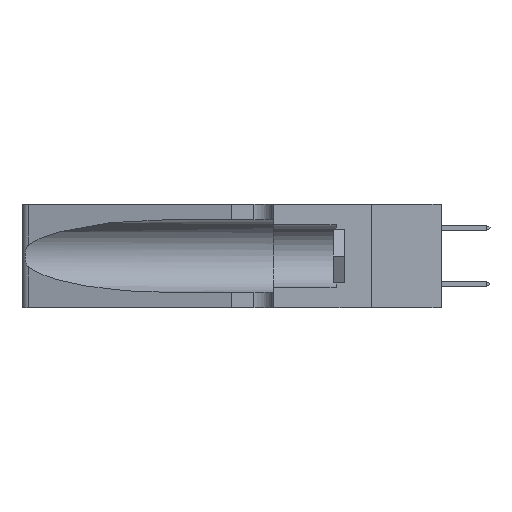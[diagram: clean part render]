
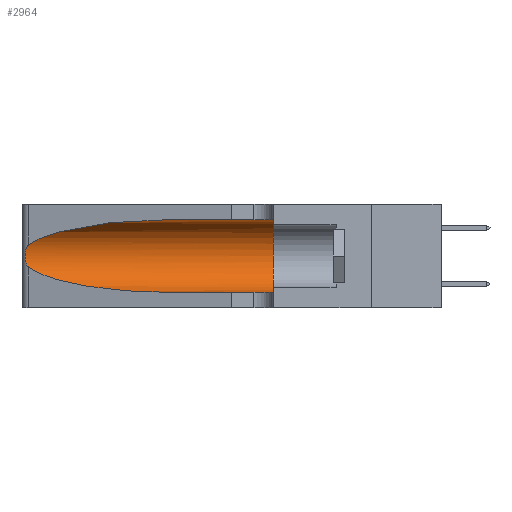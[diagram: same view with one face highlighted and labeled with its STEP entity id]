
A CAD part, left-side view. The second image highlights one B-rep face of the part: STEP entity #2964.
In plain terms, the highlighted cylindrical face has radius 3.308 mm (diameter 6.617 mm), a partial arc.
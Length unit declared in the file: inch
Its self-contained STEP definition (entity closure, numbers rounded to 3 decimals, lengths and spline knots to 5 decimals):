
#882 = CARTESIAN_POINT ( 'NONE',  ( 0.26075, 1.23896, 0.178 ) ) ;
#888 = CARTESIAN_POINT ( 'NONE',  ( 0.25487, 1.22718, 0.22369 ) ) ;
#947 = DIRECTION ( 'NONE',  ( 0., 1., 0. ) ) ;
#1407 = DIRECTION ( 'NONE',  ( 0., 0., -1. ) ) ;
#1533 = LINE ( 'NONE', #8542, #4166 ) ;
#2426 = FACE_OUTER_BOUND ( 'NONE', #7661, .T. ) ;
#2608 = B_SPLINE_CURVE_WITH_KNOTS ( 'NONE', 3,
 ( #15831, #8309, #23279, #21304, #17481, #13974, #6581, #882, #4482, #9951, #12067, #2739, #11995, #23030 ),
 .UNSPECIFIED., .F., .F.,
 ( 4, 2, 2, 2, 2, 2, 4 ),
 ( 0., 0.00027, 0.00053, 0.00107, 0.0016, 0.00187, 0.00214 ),
 .UNSPECIFIED. ) ;
#2739 = CARTESIAN_POINT ( 'NONE',  ( 0.25639, 1.23186, 0.15144 ) ) ;
#2964 = ADVANCED_FACE ( 'NONE', ( #2426 ), #7077, .F. ) ;
#4166 = VECTOR ( 'NONE', #21607, 39.37008 ) ;
#4444 = VERTEX_POINT ( 'NONE', #5107 ) ;
#4482 = CARTESIAN_POINT ( 'NONE',  ( 0.26017, 1.23833, 0.17102 ) ) ;
#4755 = CARTESIAN_POINT ( 'NONE',  ( 0.25487, 1.22718, 0.14631 ) ) ;
#5107 = CARTESIAN_POINT ( 'NONE',  ( 0.1305, 0.72297, 0.31525 ) ) ;
#5226 = DIRECTION ( 'NONE',  ( 0., -1., 0. ) ) ;
#5381 = CARTESIAN_POINT ( 'NONE',  ( 0.18966, 0.96281, 0.31525 ) ) ;
#5842 = EDGE_CURVE ( 'NONE', #6663, #17219, #17768, .T. ) ;
#6581 = CARTESIAN_POINT ( 'NONE',  ( 0.26075, 1.23896, 0.19203 ) ) ;
#6663 = VERTEX_POINT ( 'NONE', #4755 ) ;
#6726 = CARTESIAN_POINT ( 'NONE',  ( 0.1305, 0.35, 0.185 ) ) ;
#7077 = CYLINDRICAL_SURFACE ( 'NONE', #23842, 0.13025 ) ;
#7487 = DIRECTION ( 'NONE',  ( 0., 0., 1. ) ) ;
#7626 = EDGE_CURVE ( 'NONE', #4444, #19473, #10857, .T. ) ;
#7661 = EDGE_LOOP ( 'NONE', ( #17231, #16782, #14858, #17145, #15466, #23413 ) ) ;
#8293 = CARTESIAN_POINT ( 'NONE',  ( 0.25487, 1.22718, 0.14631 ) ) ;
#8309 = CARTESIAN_POINT ( 'NONE',  ( 0.25555, 1.22994, 0.2215 ) ) ;
#8542 = CARTESIAN_POINT ( 'NONE',  ( 0.1305, 1.61858, 0.31525 ) ) ;
#8740 = CARTESIAN_POINT ( 'NONE',  ( 0.1305, 1.61858, 0.05475 ) ) ;
#9365 = CARTESIAN_POINT ( 'NONE',  ( 0.1305, 0.72297, 0.05475 ) ) ;
#9951 = CARTESIAN_POINT ( 'NONE',  ( 0.25856, 1.23593, 0.16098 ) ) ;
#10857 =( BOUNDED_CURVE ( )  B_SPLINE_CURVE ( 3, ( #20272, #5381, #20353, #16657 ),
 .UNSPECIFIED., .F., .T. ) 
 B_SPLINE_CURVE_WITH_KNOTS ( ( 4, 4 ),
 ( 1.5708, 2.84003 ),
 .UNSPECIFIED. ) 
 CURVE ( )  GEOMETRIC_REPRESENTATION_ITEM ( )  RATIONAL_B_SPLINE_CURVE ( ( 1., 0.87, 0.87, 1. ) ) 
 REPRESENTATION_ITEM ( '' )  );
#11995 = CARTESIAN_POINT ( 'NONE',  ( 0.25555, 1.22993, 0.14849 ) ) ;
#12067 = CARTESIAN_POINT ( 'NONE',  ( 0.25789, 1.23486, 0.15765 ) ) ;
#12175 = CARTESIAN_POINT ( 'NONE',  ( 0.1305, 0.35, 0.31525 ) ) ;
#12267 = EDGE_CURVE ( 'NONE', #23788, #19368, #18546, .T. ) ;
#13568 = EDGE_CURVE ( 'NONE', #4444, #23788, #1533, .T. ) ;
#13664 = AXIS2_PLACEMENT_3D ( 'NONE', #6726, #947, #7487 ) ;
#13974 = CARTESIAN_POINT ( 'NONE',  ( 0.26018, 1.23835, 0.19895 ) ) ;
#14568 = DIRECTION ( 'NONE',  ( 0., -1., 0. ) ) ;
#14858 = ORIENTED_EDGE ( 'NONE', *, *, #5842, .T. ) ;
#15064 = EDGE_CURVE ( 'NONE', #17219, #19368, #18716, .T. ) ;
#15466 = ORIENTED_EDGE ( 'NONE', *, *, #12267, .F. ) ;
#15831 = CARTESIAN_POINT ( 'NONE',  ( 0.25487, 1.22718, 0.22369 ) ) ;
#16657 = CARTESIAN_POINT ( 'NONE',  ( 0.25487, 1.22718, 0.22369 ) ) ;
#16782 = ORIENTED_EDGE ( 'NONE', *, *, #17569, .T. ) ;
#17145 = ORIENTED_EDGE ( 'NONE', *, *, #15064, .T. ) ;
#17219 = VERTEX_POINT ( 'NONE', #9365 ) ;
#17231 = ORIENTED_EDGE ( 'NONE', *, *, #7626, .T. ) ;
#17481 = CARTESIAN_POINT ( 'NONE',  ( 0.25854, 1.2359, 0.20912 ) ) ;
#17569 = EDGE_CURVE ( 'NONE', #19473, #6663, #2608, .T. ) ;
#17768 =( BOUNDED_CURVE ( )  B_SPLINE_CURVE ( 3, ( #8293, #17859, #21598, #21368 ),
 .UNSPECIFIED., .F., .F. ) 
 B_SPLINE_CURVE_WITH_KNOTS ( ( 4, 4 ),
 ( 3.44316, 4.71239 ),
 .UNSPECIFIED. ) 
 CURVE ( )  GEOMETRIC_REPRESENTATION_ITEM ( )  RATIONAL_B_SPLINE_CURVE ( ( 1., 0.87, 0.87, 1. ) ) 
 REPRESENTATION_ITEM ( '' )  );
#17859 = CARTESIAN_POINT ( 'NONE',  ( 0.2373, 1.15595, 0.08982 ) ) ;
#18325 = CARTESIAN_POINT ( 'NONE',  ( 0.1305, 1.61858, 0.185 ) ) ;
#18546 = CIRCLE ( 'NONE', #13664, 0.13025 ) ;
#18716 = LINE ( 'NONE', #8740, #20748 ) ;
#19283 = CARTESIAN_POINT ( 'NONE',  ( 0.1305, 0.35, 0.05475 ) ) ;
#19368 = VERTEX_POINT ( 'NONE', #19283 ) ;
#19473 = VERTEX_POINT ( 'NONE', #888 ) ;
#20272 = CARTESIAN_POINT ( 'NONE',  ( 0.1305, 0.72297, 0.31525 ) ) ;
#20353 = CARTESIAN_POINT ( 'NONE',  ( 0.2373, 1.15595, 0.28018 ) ) ;
#20748 = VECTOR ( 'NONE', #5226, 39.37008 ) ;
#21304 = CARTESIAN_POINT ( 'NONE',  ( 0.25787, 1.23484, 0.2124 ) ) ;
#21368 = CARTESIAN_POINT ( 'NONE',  ( 0.1305, 0.72297, 0.05475 ) ) ;
#21598 = CARTESIAN_POINT ( 'NONE',  ( 0.18966, 0.96281, 0.05475 ) ) ;
#21607 = DIRECTION ( 'NONE',  ( 0., -1., 0. ) ) ;
#23030 = CARTESIAN_POINT ( 'NONE',  ( 0.25487, 1.22718, 0.14631 ) ) ;
#23279 = CARTESIAN_POINT ( 'NONE',  ( 0.25639, 1.23184, 0.21858 ) ) ;
#23413 = ORIENTED_EDGE ( 'NONE', *, *, #13568, .F. ) ;
#23788 = VERTEX_POINT ( 'NONE', #12175 ) ;
#23842 = AXIS2_PLACEMENT_3D ( 'NONE', #18325, #14568, #1407 ) ;
